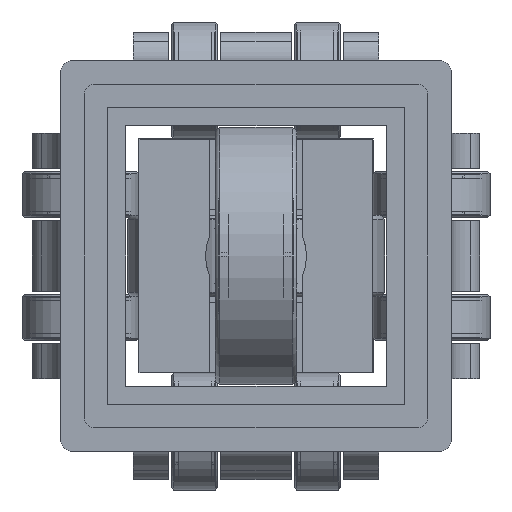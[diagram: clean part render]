
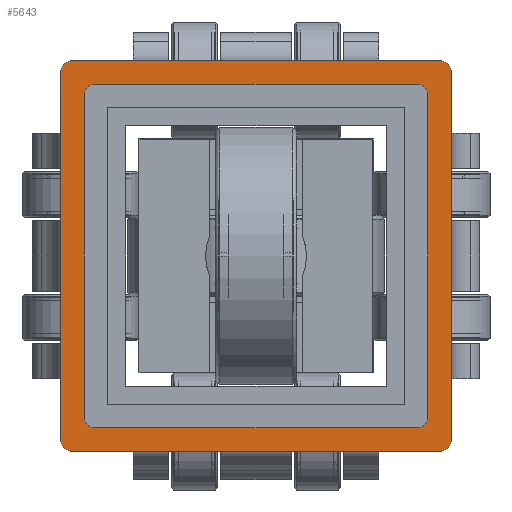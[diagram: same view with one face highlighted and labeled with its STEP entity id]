
A CAD part, left-side view. The second image highlights one B-rep face of the part: STEP entity #5643.
In plain terms, the highlighted planar face has unit normal (-1, 0, 0).
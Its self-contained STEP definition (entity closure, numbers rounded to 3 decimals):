
#190=CIRCLE('',#6206,1.);
#191=CIRCLE('',#6208,1.);
#192=CIRCLE('',#6209,1.);
#193=CIRCLE('',#6210,1.);
#194=CIRCLE('',#6211,1.);
#195=CIRCLE('',#6212,1.);
#196=CIRCLE('',#6213,1.);
#197=CIRCLE('',#6214,1.);
#605=FACE_BOUND('',#1179,.T.);
#815=FACE_OUTER_BOUND('',#1178,.T.);
#1178=EDGE_LOOP('',(#4395,#4396,#4397,#4398,#4399,#4400,#4401,#4402));
#1179=EDGE_LOOP('',(#4403,#4404,#4405,#4406,#4407,#4408,#4409,#4410));
#1605=LINE('',#9241,#2095);
#1606=LINE('',#9245,#2096);
#1607=LINE('',#9249,#2097);
#1608=LINE('',#9252,#2098);
#1609=LINE('',#9255,#2099);
#1610=LINE('',#9259,#2100);
#1611=LINE('',#9263,#2101);
#1612=LINE('',#9267,#2102);
#2095=VECTOR('',#7390,10.);
#2096=VECTOR('',#7393,10.);
#2097=VECTOR('',#7396,10.);
#2098=VECTOR('',#7399,10.);
#2099=VECTOR('',#7400,10.);
#2100=VECTOR('',#7403,10.);
#2101=VECTOR('',#7406,10.);
#2102=VECTOR('',#7409,10.);
#2599=VERTEX_POINT('',#9234);
#2600=VERTEX_POINT('',#9236);
#2601=VERTEX_POINT('',#9240);
#2602=VERTEX_POINT('',#9242);
#2603=VERTEX_POINT('',#9244);
#2604=VERTEX_POINT('',#9246);
#2605=VERTEX_POINT('',#9248);
#2606=VERTEX_POINT('',#9250);
#2607=VERTEX_POINT('',#9253);
#2608=VERTEX_POINT('',#9254);
#2609=VERTEX_POINT('',#9256);
#2610=VERTEX_POINT('',#9258);
#2611=VERTEX_POINT('',#9260);
#2612=VERTEX_POINT('',#9262);
#2613=VERTEX_POINT('',#9264);
#2614=VERTEX_POINT('',#9266);
#3245=EDGE_CURVE('',#2599,#2600,#190,.T.);
#3247=EDGE_CURVE('',#2599,#2601,#1605,.T.);
#3248=EDGE_CURVE('',#2602,#2601,#191,.T.);
#3249=EDGE_CURVE('',#2602,#2603,#1606,.T.);
#3250=EDGE_CURVE('',#2604,#2603,#192,.T.);
#3251=EDGE_CURVE('',#2604,#2605,#1607,.T.);
#3252=EDGE_CURVE('',#2606,#2605,#193,.T.);
#3253=EDGE_CURVE('',#2606,#2600,#1608,.T.);
#3254=EDGE_CURVE('',#2607,#2608,#1609,.T.);
#3255=EDGE_CURVE('',#2609,#2608,#194,.F.);
#3256=EDGE_CURVE('',#2609,#2610,#1610,.T.);
#3257=EDGE_CURVE('',#2611,#2610,#195,.F.);
#3258=EDGE_CURVE('',#2611,#2612,#1611,.T.);
#3259=EDGE_CURVE('',#2613,#2612,#196,.F.);
#3260=EDGE_CURVE('',#2613,#2614,#1612,.T.);
#3261=EDGE_CURVE('',#2607,#2614,#197,.F.);
#4395=ORIENTED_EDGE('',*,*,#3245,.F.);
#4396=ORIENTED_EDGE('',*,*,#3247,.T.);
#4397=ORIENTED_EDGE('',*,*,#3248,.F.);
#4398=ORIENTED_EDGE('',*,*,#3249,.T.);
#4399=ORIENTED_EDGE('',*,*,#3250,.F.);
#4400=ORIENTED_EDGE('',*,*,#3251,.T.);
#4401=ORIENTED_EDGE('',*,*,#3252,.F.);
#4402=ORIENTED_EDGE('',*,*,#3253,.T.);
#4403=ORIENTED_EDGE('',*,*,#3254,.T.);
#4404=ORIENTED_EDGE('',*,*,#3255,.F.);
#4405=ORIENTED_EDGE('',*,*,#3256,.T.);
#4406=ORIENTED_EDGE('',*,*,#3257,.F.);
#4407=ORIENTED_EDGE('',*,*,#3258,.T.);
#4408=ORIENTED_EDGE('',*,*,#3259,.F.);
#4409=ORIENTED_EDGE('',*,*,#3260,.T.);
#4410=ORIENTED_EDGE('',*,*,#3261,.F.);
#5389=PLANE('',#6207);
#5643=ADVANCED_FACE('',(#815,#605),#5389,.F.);
#6206=AXIS2_PLACEMENT_3D('',#9237,#7385,#7386);
#6207=AXIS2_PLACEMENT_3D('',#9239,#7388,#7389);
#6208=AXIS2_PLACEMENT_3D('',#9243,#7391,#7392);
#6209=AXIS2_PLACEMENT_3D('',#9247,#7394,#7395);
#6210=AXIS2_PLACEMENT_3D('',#9251,#7397,#7398);
#6211=AXIS2_PLACEMENT_3D('',#9257,#7401,#7402);
#6212=AXIS2_PLACEMENT_3D('',#9261,#7404,#7405);
#6213=AXIS2_PLACEMENT_3D('',#9265,#7407,#7408);
#6214=AXIS2_PLACEMENT_3D('',#9268,#7410,#7411);
#7385=DIRECTION('center_axis',(1.,0.,0.));
#7386=DIRECTION('ref_axis',(0.,-0.707,-0.707));
#7388=DIRECTION('center_axis',(1.,0.,0.));
#7389=DIRECTION('ref_axis',(0.,1.,0.));
#7390=DIRECTION('',(0.,0.,1.));
#7391=DIRECTION('center_axis',(1.,0.,0.));
#7392=DIRECTION('ref_axis',(0.,-0.707,0.707));
#7393=DIRECTION('',(0.,1.,0.));
#7394=DIRECTION('center_axis',(1.,0.,0.));
#7395=DIRECTION('ref_axis',(0.,0.707,0.707));
#7396=DIRECTION('',(0.,0.,-1.));
#7397=DIRECTION('center_axis',(1.,0.,0.));
#7398=DIRECTION('ref_axis',(0.,0.707,-0.707));
#7399=DIRECTION('',(0.,-1.,0.));
#7400=DIRECTION('',(0.,0.,-1.));
#7401=DIRECTION('center_axis',(1.,0.,0.));
#7402=DIRECTION('ref_axis',(0.,-0.707,-0.707));
#7403=DIRECTION('',(0.,1.,0.));
#7404=DIRECTION('center_axis',(1.,0.,0.));
#7405=DIRECTION('ref_axis',(0.,0.707,-0.707));
#7406=DIRECTION('',(0.,0.,1.));
#7407=DIRECTION('center_axis',(1.,0.,0.));
#7408=DIRECTION('ref_axis',(0.,0.707,0.707));
#7409=DIRECTION('',(0.,-1.,0.));
#7410=DIRECTION('center_axis',(1.,0.,0.));
#7411=DIRECTION('ref_axis',(0.,-0.707,0.707));
#9234=CARTESIAN_POINT('',(200.,-16.7,-15.7));
#9236=CARTESIAN_POINT('',(200.,-15.7,-16.7));
#9237=CARTESIAN_POINT('Origin',(200.,-15.7,-15.7));
#9239=CARTESIAN_POINT('Origin',(200.,0.,0.));
#9240=CARTESIAN_POINT('',(200.,-16.7,15.7));
#9241=CARTESIAN_POINT('',(200.,-16.7,-16.7));
#9242=CARTESIAN_POINT('',(200.,-15.7,16.7));
#9243=CARTESIAN_POINT('Origin',(200.,-15.7,15.7));
#9244=CARTESIAN_POINT('',(200.,15.7,16.7));
#9245=CARTESIAN_POINT('',(200.,-16.7,16.7));
#9246=CARTESIAN_POINT('',(200.,16.7,15.7));
#9247=CARTESIAN_POINT('Origin',(200.,15.7,15.7));
#9248=CARTESIAN_POINT('',(200.,16.7,-15.7));
#9249=CARTESIAN_POINT('',(200.,16.7,16.7));
#9250=CARTESIAN_POINT('',(200.,15.7,-16.7));
#9251=CARTESIAN_POINT('Origin',(200.,15.7,-15.7));
#9252=CARTESIAN_POINT('',(200.,16.7,-16.7));
#9253=CARTESIAN_POINT('',(200.,-14.7,13.7));
#9254=CARTESIAN_POINT('',(200.,-14.7,-13.7));
#9255=CARTESIAN_POINT('',(200.,-14.7,-7.35));
#9256=CARTESIAN_POINT('',(200.,-13.7,-14.7));
#9257=CARTESIAN_POINT('Origin',(200.,-13.7,-13.7));
#9258=CARTESIAN_POINT('',(200.,13.7,-14.7));
#9259=CARTESIAN_POINT('',(200.,7.35,-14.7));
#9260=CARTESIAN_POINT('',(200.,14.7,-13.7));
#9261=CARTESIAN_POINT('Origin',(200.,13.7,-13.7));
#9262=CARTESIAN_POINT('',(200.,14.7,13.7));
#9263=CARTESIAN_POINT('',(200.,14.7,7.35));
#9264=CARTESIAN_POINT('',(200.,13.7,14.7));
#9265=CARTESIAN_POINT('Origin',(200.,13.7,13.7));
#9266=CARTESIAN_POINT('',(200.,-13.7,14.7));
#9267=CARTESIAN_POINT('',(200.,-7.35,14.7));
#9268=CARTESIAN_POINT('Origin',(200.,-13.7,13.7));
